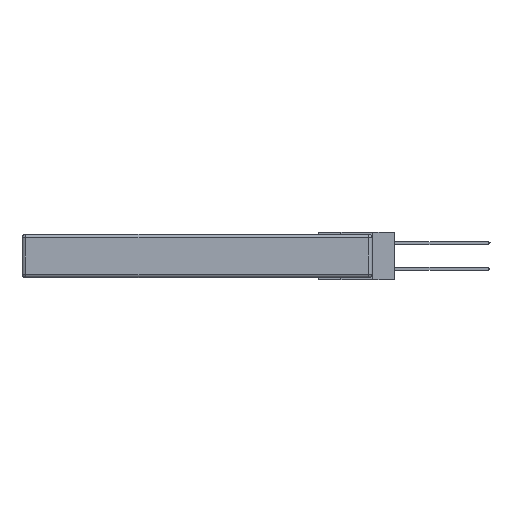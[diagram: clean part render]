
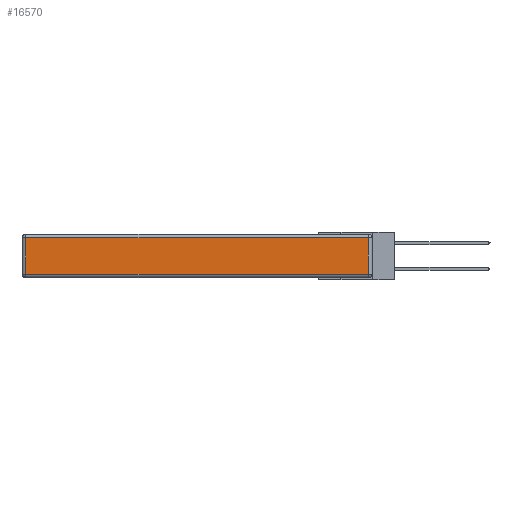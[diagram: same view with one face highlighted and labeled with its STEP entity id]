
A CAD part, left-side view. The second image highlights one B-rep face of the part: STEP entity #16570.
In plain terms, the highlighted planar face has unit normal (-1, 0, 0).
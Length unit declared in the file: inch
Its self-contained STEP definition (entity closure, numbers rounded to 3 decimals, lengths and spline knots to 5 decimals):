
#258 = CARTESIAN_POINT ( 'NONE',  ( 0., 0.03, -0.03 ) ) ;
#329 = VECTOR ( 'NONE', #6442, 39.37008 ) ;
#965 = EDGE_CURVE ( 'NONE', #10964, #2926, #9021, .T. ) ;
#1788 = CARTESIAN_POINT ( 'NONE',  ( 0., 2.75, -0.03 ) ) ;
#2926 = VERTEX_POINT ( 'NONE', #17461 ) ;
#3302 = DIRECTION ( 'NONE',  ( 0., 1., 0. ) ) ;
#3710 = CARTESIAN_POINT ( 'NONE',  ( 0., 2.72, -0.343 ) ) ;
#3717 = CARTESIAN_POINT ( 'NONE',  ( 0., 2.72, -0.313 ) ) ;
#3894 = CARTESIAN_POINT ( 'NONE',  ( 0., 2.72, -0.03 ) ) ;
#4346 = LINE ( 'NONE', #1788, #17672 ) ;
#5500 = VECTOR ( 'NONE', #8749, 39.37008 ) ;
#5543 = ORIENTED_EDGE ( 'NONE', *, *, #15825, .T. ) ;
#6442 = DIRECTION ( 'NONE',  ( 0., 0., -1. ) ) ;
#6665 = EDGE_LOOP ( 'NONE', ( #13180, #7769, #8626, #5543 ) ) ;
#6999 = PLANE ( 'NONE',  #17025 ) ;
#7201 = EDGE_CURVE ( 'NONE', #2926, #18089, #14981, .T. ) ;
#7769 = ORIENTED_EDGE ( 'NONE', *, *, #7201, .T. ) ;
#7843 = DIRECTION ( 'NONE',  ( 0., -1., 0. ) ) ;
#8283 = DIRECTION ( 'NONE',  ( -1., 0., 0. ) ) ;
#8626 = ORIENTED_EDGE ( 'NONE', *, *, #10782, .T. ) ;
#8749 = DIRECTION ( 'NONE',  ( 0., 0., 1. ) ) ;
#8978 = VERTEX_POINT ( 'NONE', #3894 ) ;
#9021 = LINE ( 'NONE', #13744, #13282 ) ;
#9810 = DIRECTION ( 'NONE',  ( 0., 0., 1. ) ) ;
#10782 = EDGE_CURVE ( 'NONE', #18089, #8978, #4346, .T. ) ;
#10925 = LINE ( 'NONE', #3710, #329 ) ;
#10964 = VERTEX_POINT ( 'NONE', #3717 ) ;
#12688 = FACE_OUTER_BOUND ( 'NONE', #6665, .T. ) ;
#13180 = ORIENTED_EDGE ( 'NONE', *, *, #965, .T. ) ;
#13282 = VECTOR ( 'NONE', #7843, 39.37008 ) ;
#13744 = CARTESIAN_POINT ( 'NONE',  ( 0., 0., -0.313 ) ) ;
#14202 = CARTESIAN_POINT ( 'NONE',  ( 0., 0., -0.343 ) ) ;
#14981 = LINE ( 'NONE', #17378, #5500 ) ;
#15825 = EDGE_CURVE ( 'NONE', #8978, #10964, #10925, .T. ) ;
#16570 = ADVANCED_FACE ( 'NONE', ( #12688 ), #6999, .T. ) ;
#17025 = AXIS2_PLACEMENT_3D ( 'NONE', #14202, #8283, #9810 ) ;
#17378 = CARTESIAN_POINT ( 'NONE',  ( 0., 0.03, -0.343 ) ) ;
#17461 = CARTESIAN_POINT ( 'NONE',  ( 0., 0.03, -0.313 ) ) ;
#17672 = VECTOR ( 'NONE', #3302, 39.37008 ) ;
#18089 = VERTEX_POINT ( 'NONE', #258 ) ;
